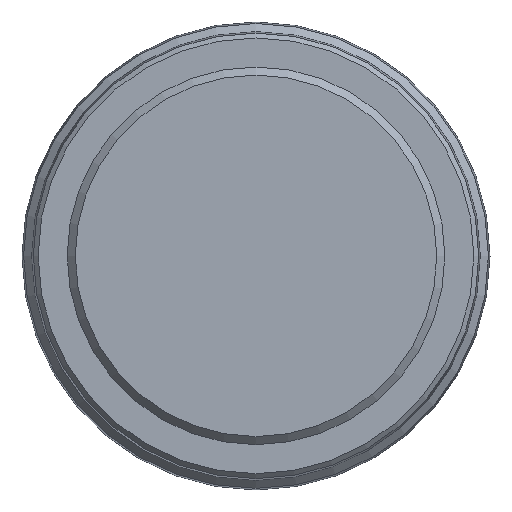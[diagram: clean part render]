
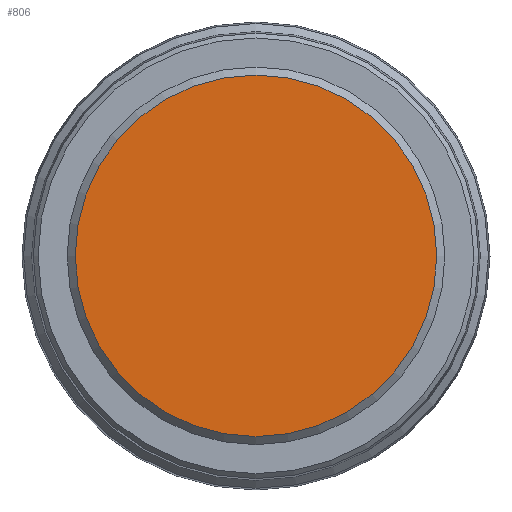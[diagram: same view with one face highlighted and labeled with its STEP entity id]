
A CAD part, top view. The second image highlights one B-rep face of the part: STEP entity #806.
In plain terms, the highlighted planar face has unit normal (0, 0, 1).
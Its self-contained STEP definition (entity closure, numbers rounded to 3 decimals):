
#472 = CIRCLE ( 'NONE', #5236, 11.2 ) ;
#806 = ADVANCED_FACE ( 'NONE', ( #7380 ), #6698, .T. ) ;
#1512 = DIRECTION ( 'NONE',  ( 0., 1., 0. ) ) ;
#2196 = DIRECTION ( 'NONE',  ( 0., -1., 0. ) ) ;
#3158 = AXIS2_PLACEMENT_3D ( 'NONE', #5442, #8020, #2196 ) ;
#4106 = EDGE_CURVE ( 'NONE', #4430, #4430, #472, .T. ) ;
#4430 = VERTEX_POINT ( 'NONE', #5629 ) ;
#4752 = CARTESIAN_POINT ( 'NONE',  ( 0., 0., 7. ) ) ;
#5236 = AXIS2_PLACEMENT_3D ( 'NONE', #4752, #7340, #1512 ) ;
#5442 = CARTESIAN_POINT ( 'NONE',  ( 0., 0., 7. ) ) ;
#5629 = CARTESIAN_POINT ( 'NONE',  ( 0., 11.2, 7. ) ) ;
#6439 = EDGE_LOOP ( 'NONE', ( #7140 ) ) ;
#6698 = PLANE ( 'NONE',  #3158 ) ;
#7140 = ORIENTED_EDGE ( 'NONE', *, *, #4106, .F. ) ;
#7340 = DIRECTION ( 'NONE',  ( 0., 0., -1. ) ) ;
#7380 = FACE_OUTER_BOUND ( 'NONE', #6439, .T. ) ;
#8020 = DIRECTION ( 'NONE',  ( 0., 0., 1. ) ) ;
